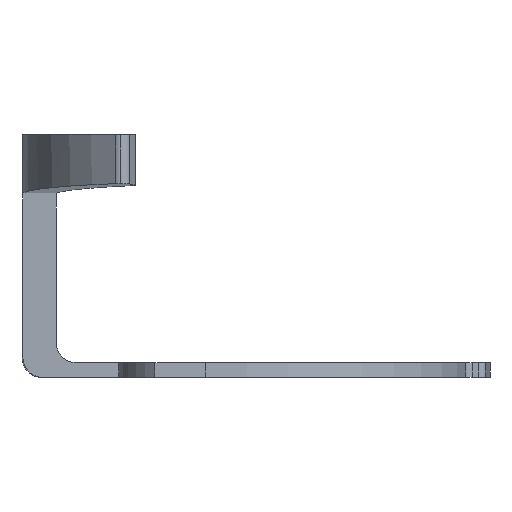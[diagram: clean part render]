
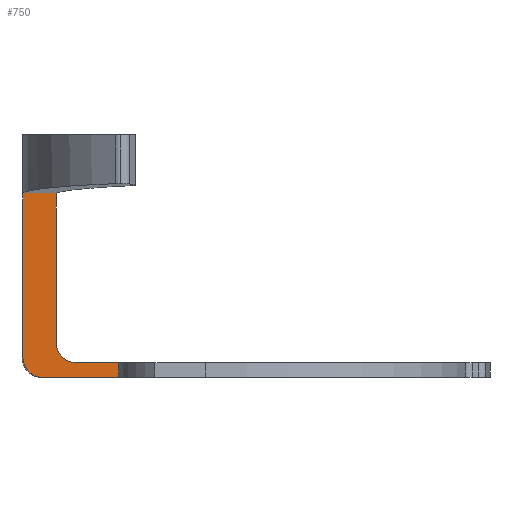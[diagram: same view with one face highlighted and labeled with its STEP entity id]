
A CAD part, left-side view. The second image highlights one B-rep face of the part: STEP entity #750.
In plain terms, the highlighted planar face has unit normal (-1, 0, 0).
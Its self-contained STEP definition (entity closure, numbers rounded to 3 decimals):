
#2 = CARTESIAN_POINT ( 'NONE',  ( -66.323, 61.369, 53. ) ) ;
#24 = DIRECTION ( 'NONE',  ( 0., 1., 0. ) ) ;
#71 = CARTESIAN_POINT ( 'NONE',  ( -66.323, 48.523, 6. ) ) ;
#89 = CARTESIAN_POINT ( 'NONE',  ( -66.323, 60.946, 8.208 ) ) ;
#117 = CARTESIAN_POINT ( 'NONE',  ( -66.323, 48.523, 6. ) ) ;
#132 = FACE_OUTER_BOUND ( 'NONE', #597, .T. ) ;
#149 = CARTESIAN_POINT ( 'NONE',  ( -66.323, 24.56, 3. ) ) ;
#179 = VERTEX_POINT ( 'NONE', #1763 ) ;
#224 = LINE ( 'NONE', #1074, #1447 ) ;
#225 = CARTESIAN_POINT ( 'NONE',  ( -66.323, 68.273, 53. ) ) ;
#228 = CARTESIAN_POINT ( 'NONE',  ( -66.323, 60.514, 7.537 ) ) ;
#237 = CARTESIAN_POINT ( 'NONE',  ( -66.323, 64.25, 3. ) ) ;
#241 = DIRECTION ( 'NONE',  ( -1., 0., 0. ) ) ;
#248 = VECTOR ( 'NONE', #787, 1000. ) ;
#289 = EDGE_CURVE ( 'NONE', #1094, #179, #1352, .T. ) ;
#306 = EDGE_CURVE ( 'NONE', #1611, #1483, #410, .T. ) ;
#360 = CARTESIAN_POINT ( 'NONE',  ( -66.323, 61.369, 10. ) ) ;
#386 = CARTESIAN_POINT ( 'NONE',  ( -66.323, 48.523, -19.765 ) ) ;
#410 = LINE ( 'NONE', #71, #1396 ) ;
#428 = CARTESIAN_POINT ( 'NONE',  ( -66.323, 61.369, 41. ) ) ;
#508 = CARTESIAN_POINT ( 'NONE',  ( -66.323, 68.273, 7. ) ) ;
#542 = CARTESIAN_POINT ( 'NONE',  ( -66.323, 68.144, 5.962 ) ) ;
#549 = CARTESIAN_POINT ( 'NONE',  ( -66.323, 68.273, 6.735 ) ) ;
#553 = CARTESIAN_POINT ( 'NONE',  ( -66.323, 61.258, 8.935 ) ) ;
#597 = EDGE_LOOP ( 'NONE', ( #1350, #1098, #2046, #1152, #1434, #1333, #799, #863 ) ) ;
#703 = CARTESIAN_POINT ( 'NONE',  ( -66.323, 64.777, 3.026 ) ) ;
#713 = CARTESIAN_POINT ( 'NONE',  ( -66.323, 66.906, 3.984 ) ) ;
#714 = DIRECTION ( 'NONE',  ( 0., 0., -1. ) ) ;
#717 = CARTESIAN_POINT ( 'NONE',  ( -66.323, 61.369, 9.465 ) ) ;
#719 = PLANE ( 'NONE',  #1042 ) ;
#730 = VECTOR ( 'NONE', #1840, 1000. ) ;
#733 = CARTESIAN_POINT ( 'NONE',  ( -66.323, 59.752, 6.803 ) ) ;
#740 = CARTESIAN_POINT ( 'NONE',  ( -66.323, 57.807, 6.025 ) ) ;
#750 = ADVANCED_FACE ( 'NONE', ( #132 ), #719, .T. ) ;
#760 = VECTOR ( 'NONE', #1093, 1000. ) ;
#787 = DIRECTION ( 'NONE',  ( 0., 0., -1. ) ) ;
#799 = ORIENTED_EDGE ( 'NONE', *, *, #1699, .F. ) ;
#863 = ORIENTED_EDGE ( 'NONE', *, *, #913, .F. ) ;
#873 = CARTESIAN_POINT ( 'NONE',  ( -66.323, 57.544, 6. ) ) ;
#876 = CARTESIAN_POINT ( 'NONE',  ( -66.323, 65.548, 3.205 ) ) ;
#880 = DIRECTION ( 'NONE',  ( 0., 0., 1. ) ) ;
#902 = VERTEX_POINT ( 'NONE', #428 ) ;
#913 = EDGE_CURVE ( 'NONE', #1192, #902, #224, .T. ) ;
#978 = EDGE_CURVE ( 'NONE', #179, #1791, #983, .T. ) ;
#983 = LINE ( 'NONE', #149, #760 ) ;
#985 = CARTESIAN_POINT ( 'NONE',  ( -66.323, 66.264, 3.527 ) ) ;
#1021 = CARTESIAN_POINT ( 'NONE',  ( -66.323, 59.964, 6.97 ) ) ;
#1029 = CARTESIAN_POINT ( 'NONE',  ( -66.323, 59.309, 6.517 ) ) ;
#1042 = AXIS2_PLACEMENT_3D ( 'NONE', #2026, #241, #880 ) ;
#1048 = CARTESIAN_POINT ( 'NONE',  ( -66.323, 60.816, 7.973 ) ) ;
#1074 = CARTESIAN_POINT ( 'NONE',  ( -66.323, 68.481, 41. ) ) ;
#1092 = CARTESIAN_POINT ( 'NONE',  ( -66.323, 48.523, 3. ) ) ;
#1093 = DIRECTION ( 'NONE',  ( 0., -1., 0. ) ) ;
#1094 = VERTEX_POINT ( 'NONE', #1132 ) ;
#1098 = ORIENTED_EDGE ( 'NONE', *, *, #289, .T. ) ;
#1132 = CARTESIAN_POINT ( 'NONE',  ( -66.323, 68.273, 7. ) ) ;
#1152 = ORIENTED_EDGE ( 'NONE', *, *, #2044, .T. ) ;
#1192 = VERTEX_POINT ( 'NONE', #1777 ) ;
#1204 = CARTESIAN_POINT ( 'NONE',  ( -66.323, 66.704, 3.819 ) ) ;
#1215 = CARTESIAN_POINT ( 'NONE',  ( -66.323, 61.369, 10. ) ) ;
#1288 = VECTOR ( 'NONE', #714, 1000. ) ;
#1317 = CARTESIAN_POINT ( 'NONE',  ( -66.323, 67.278, 4.352 ) ) ;
#1333 = ORIENTED_EDGE ( 'NONE', *, *, #1522, .T. ) ;
#1350 = ORIENTED_EDGE ( 'NONE', *, *, #1936, .T. ) ;
#1352 = B_SPLINE_CURVE_WITH_KNOTS ( 'NONE', 3,
 ( #508, #549, #1862, #542, #1681, #1972, #1363, #2015, #1317, #713, #1204, #985, #1852, #876, #1480, #703, #1808, #237 ),
 .UNSPECIFIED., .F., .F.,
 ( 4, 2, 2, 2, 2, 2, 2, 2, 4 ),
 ( 0., 0.001, 0.002, 0.002, 0.003, 0.004, 0.005, 0.005, 0.006 ),
 .UNSPECIFIED. ) ;
#1363 = CARTESIAN_POINT ( 'NONE',  ( -66.323, 67.74, 4.993 ) ) ;
#1368 = CARTESIAN_POINT ( 'NONE',  ( -66.323, 60.344, 7.337 ) ) ;
#1396 = VECTOR ( 'NONE', #24, 1000. ) ;
#1434 = ORIENTED_EDGE ( 'NONE', *, *, #306, .T. ) ;
#1445 = LINE ( 'NONE', #2, #248 ) ;
#1447 = VECTOR ( 'NONE', #1724, 1000. ) ;
#1480 = CARTESIAN_POINT ( 'NONE',  ( -66.323, 65.295, 3.128 ) ) ;
#1483 = VERTEX_POINT ( 'NONE', #2032 ) ;
#1519 = CARTESIAN_POINT ( 'NONE',  ( -66.323, 57.277, 6. ) ) ;
#1522 = EDGE_CURVE ( 'NONE', #1483, #1826, #1983, .T. ) ;
#1611 = VERTEX_POINT ( 'NONE', #117 ) ;
#1623 = LINE ( 'NONE', #386, #730 ) ;
#1681 = CARTESIAN_POINT ( 'NONE',  ( -66.323, 68.067, 5.708 ) ) ;
#1699 = EDGE_CURVE ( 'NONE', #902, #1826, #1445, .T. ) ;
#1724 = DIRECTION ( 'NONE',  ( 0., -1., 0. ) ) ;
#1763 = CARTESIAN_POINT ( 'NONE',  ( -66.323, 64.25, 3. ) ) ;
#1777 = CARTESIAN_POINT ( 'NONE',  ( -66.323, 68.273, 41. ) ) ;
#1791 = VERTEX_POINT ( 'NONE', #1092 ) ;
#1808 = CARTESIAN_POINT ( 'NONE',  ( -66.323, 64.515, 3. ) ) ;
#1826 = VERTEX_POINT ( 'NONE', #360 ) ;
#1840 = DIRECTION ( 'NONE',  ( 0., 0., 1. ) ) ;
#1852 = CARTESIAN_POINT ( 'NONE',  ( -66.323, 66.031, 3.403 ) ) ;
#1862 = CARTESIAN_POINT ( 'NONE',  ( -66.323, 68.247, 6.475 ) ) ;
#1877 = CARTESIAN_POINT ( 'NONE',  ( -66.323, 58.581, 6.199 ) ) ;
#1936 = EDGE_CURVE ( 'NONE', #1192, #1094, #2049, .T. ) ;
#1972 = CARTESIAN_POINT ( 'NONE',  ( -66.323, 67.864, 5.223 ) ) ;
#1983 = B_SPLINE_CURVE_WITH_KNOTS ( 'NONE', 3,
 ( #1519, #873, #740, #2012, #1877, #2021, #1029, #733, #1021, #1368, #228, #1048, #89, #553, #717, #1215 ),
 .UNSPECIFIED., .F., .F.,
 ( 4, 2, 2, 2, 2, 2, 2, 4 ),
 ( 0., 0.001, 0.002, 0.002, 0.003, 0.004, 0.005, 0.006 ),
 .UNSPECIFIED. ) ;
#2012 = CARTESIAN_POINT ( 'NONE',  ( -66.323, 58.324, 6.124 ) ) ;
#2015 = CARTESIAN_POINT ( 'NONE',  ( -66.323, 67.448, 4.558 ) ) ;
#2021 = CARTESIAN_POINT ( 'NONE',  ( -66.323, 59.074, 6.396 ) ) ;
#2026 = CARTESIAN_POINT ( 'NONE',  ( -66.323, 68.481, 3. ) ) ;
#2032 = CARTESIAN_POINT ( 'NONE',  ( -66.323, 57.277, 6. ) ) ;
#2044 = EDGE_CURVE ( 'NONE', #1791, #1611, #1623, .T. ) ;
#2046 = ORIENTED_EDGE ( 'NONE', *, *, #978, .T. ) ;
#2049 = LINE ( 'NONE', #225, #1288 ) ;
